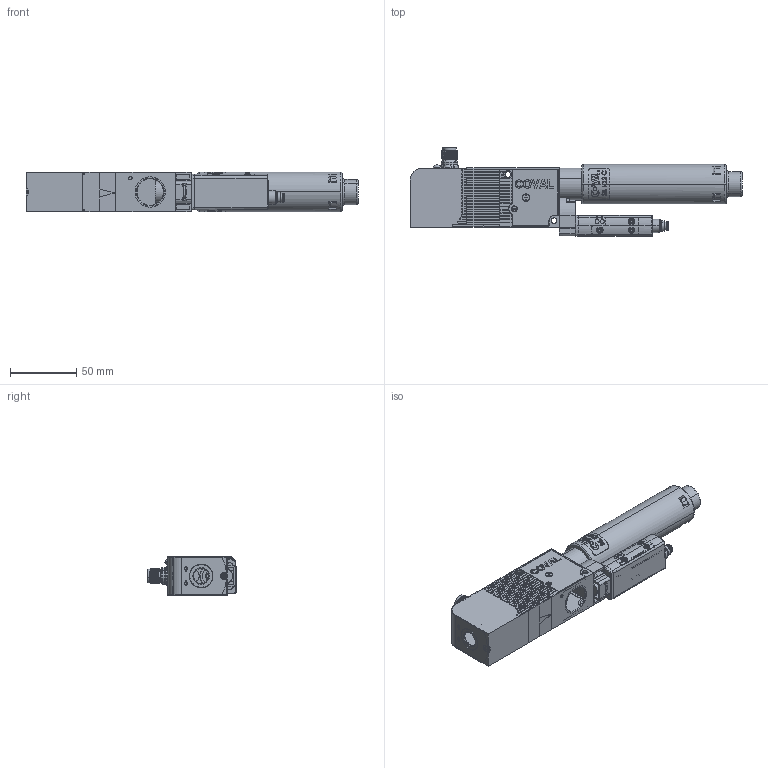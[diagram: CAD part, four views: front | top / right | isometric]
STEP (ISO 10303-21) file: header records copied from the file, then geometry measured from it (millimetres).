
FILE_DESCRIPTION(('STEP AP214'),'1');
FILE_NAME('COVAL_GEM60X30SVA.stp','2017-12-27T15:44:57',('TraceParts'),('TraceParts S.A.'),'Spatial InterOp 3D',' ',' ');
FILE_SCHEMA(('automotive_design'));
Length unit declared in the file: millimetre
Products named in the file (6): COVAL_GEM60X30SVA_1; COVAL_GEM60X30SVA_2; COVAL_GEM60X30SVA_3; COVAL_GEM60X30SVA_4; COVAL_GEM60X30SVA_5; COVAL_GEM60X30SVA_6
Bounding box: 250.9 x 67.17 x 30 mm (x, y, z)
Volume: 75052.6 mm3; surface area: 103069.4 mm2
Topology: 74 solids, 75 shells, 3653 faces, 9432 edges, 6055 vertices
Faces by surface type: plane 1798, cylinder 986, cone 372, torus 232, bspline 197, sphere 68
Entity records: 189550 total; most frequent: CARTESIAN_POINT 71447, ORIENTED_EDGE 18840, DIRECTION 17869, EDGE_CURVE 9420, AXIS2_PLACEMENT_3D 6255, VERTEX_POINT 6055, LINE 5359, VECTOR 5359
